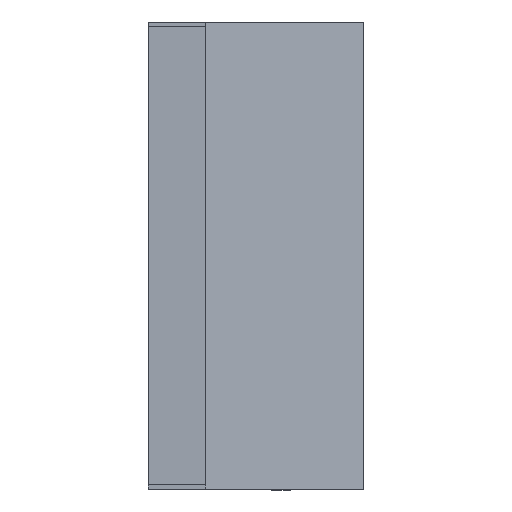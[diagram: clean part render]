
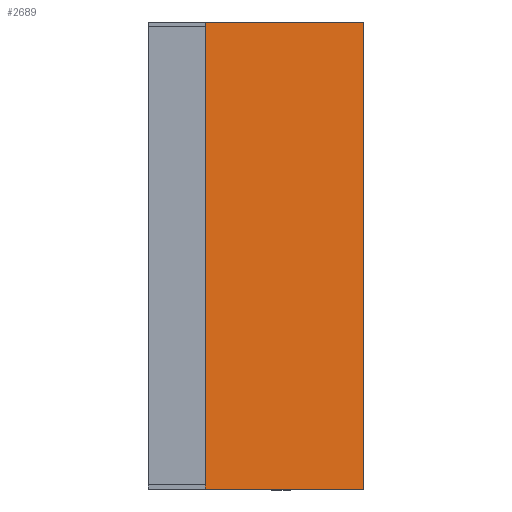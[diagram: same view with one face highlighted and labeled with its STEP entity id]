
A CAD part, top view. The second image highlights one B-rep face of the part: STEP entity #2689.
In plain terms, the highlighted planar face has unit normal (0.122, 0, 0.993).
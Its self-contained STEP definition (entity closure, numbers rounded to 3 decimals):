
#294=FACE_OUTER_BOUND('',#438,.T.);
#438=EDGE_LOOP('',(#2314,#2315,#2316,#2317,#2318,#2319));
#739=LINE('',#4639,#1044);
#740=LINE('',#4641,#1045);
#741=LINE('',#4643,#1046);
#742=LINE('',#4645,#1047);
#743=LINE('',#4647,#1048);
#744=LINE('',#4648,#1049);
#1044=VECTOR('',#3310,10.);
#1045=VECTOR('',#3311,10.);
#1046=VECTOR('',#3312,10.);
#1047=VECTOR('',#3313,10.);
#1048=VECTOR('',#3314,10.);
#1049=VECTOR('',#3315,10.);
#1301=VERTEX_POINT('',#4637);
#1302=VERTEX_POINT('',#4638);
#1303=VERTEX_POINT('',#4640);
#1304=VERTEX_POINT('',#4642);
#1305=VERTEX_POINT('',#4644);
#1306=VERTEX_POINT('',#4646);
#1669=EDGE_CURVE('',#1301,#1302,#739,.T.);
#1670=EDGE_CURVE('',#1303,#1301,#740,.T.);
#1671=EDGE_CURVE('',#1304,#1303,#741,.T.);
#1672=EDGE_CURVE('',#1305,#1304,#742,.T.);
#1673=EDGE_CURVE('',#1306,#1305,#743,.T.);
#1674=EDGE_CURVE('',#1302,#1306,#744,.T.);
#2314=ORIENTED_EDGE('',*,*,#1669,.F.);
#2315=ORIENTED_EDGE('',*,*,#1670,.F.);
#2316=ORIENTED_EDGE('',*,*,#1671,.F.);
#2317=ORIENTED_EDGE('',*,*,#1672,.F.);
#2318=ORIENTED_EDGE('',*,*,#1673,.F.);
#2319=ORIENTED_EDGE('',*,*,#1674,.F.);
#2548=PLANE('',#2818);
#2689=ADVANCED_FACE('',(#294),#2548,.F.);
#2818=AXIS2_PLACEMENT_3D('',#4636,#3308,#3309);
#3308=DIRECTION('center_axis',(-0.122,0.,
-0.993));
#3309=DIRECTION('ref_axis',(-0.993,0.,0.122));
#3310=DIRECTION('',(0.993,0.,-0.122));
#3311=DIRECTION('',(0.,1.,0.));
#3312=DIRECTION('',(0.,1.,0.));
#3313=DIRECTION('',(0.,1.,0.));
#3314=DIRECTION('',(-0.993,0.,0.122));
#3315=DIRECTION('',(0.,-1.,0.));
#4636=CARTESIAN_POINT('Origin',(4.7,-5.1,8.376));
#4637=CARTESIAN_POINT('',(1.25,5.1,8.8));
#4638=CARTESIAN_POINT('',(4.7,5.1,8.376));
#4639=CARTESIAN_POINT('',(2.892,5.1,8.598));
#4640=CARTESIAN_POINT('',(1.25,5.,8.8));
#4641=CARTESIAN_POINT('',(1.25,0.,8.8));
#4642=CARTESIAN_POINT('',(1.25,-5.,8.8));
#4643=CARTESIAN_POINT('',(1.25,2.55,8.8));
#4644=CARTESIAN_POINT('',(1.25,-5.1,8.8));
#4645=CARTESIAN_POINT('',(1.25,0.,8.8));
#4646=CARTESIAN_POINT('',(4.7,-5.1,8.376));
#4647=CARTESIAN_POINT('',(2.359,-5.1,8.664));
#4648=CARTESIAN_POINT('',(4.7,-2.55,8.376));
